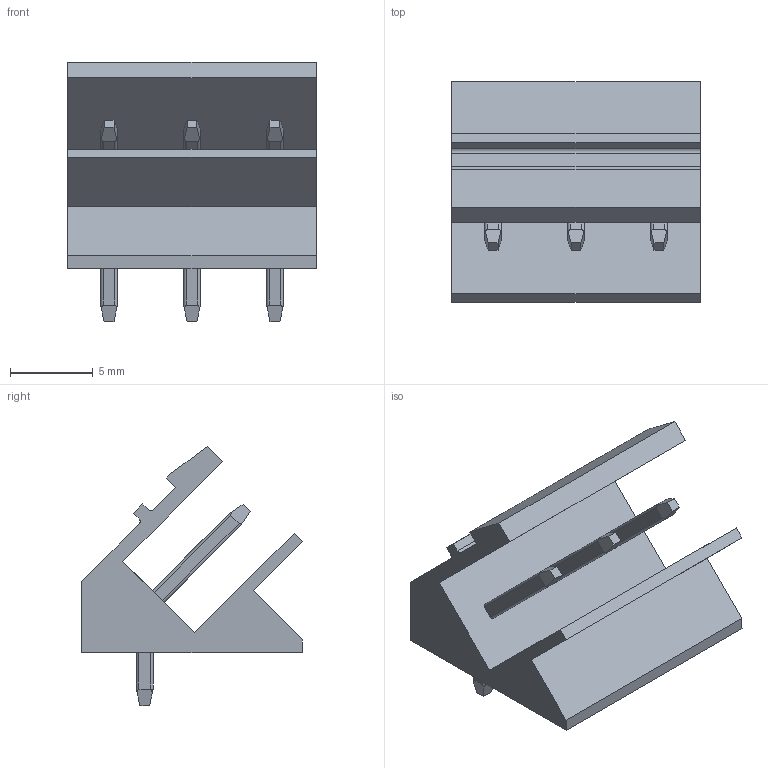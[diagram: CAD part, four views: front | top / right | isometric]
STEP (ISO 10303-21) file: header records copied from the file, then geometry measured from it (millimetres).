
FILE_DESCRIPTION(('CATIA V5 STEP Exchange','CAx-IF Rec.Pracs.--- Model Styling and Organization---1.2---2011-12-15'),'2;1');
FILE_NAME ('D1453845_0_1630260000_1630260000.stp','2018-10-13T04:13:53+00:00',('none'),('Weidmueller'),'CATIA Version 5-6 Release 2014','CATIA V5 STEP AP214','none');
FILE_SCHEMA(('AUTOMOTIVE_DESIGN { 1 0 10303 214 1 1 1 1 }'));
Length unit declared in the file: millimetre
Products named in the file (1): 1630260000
Bounding box: 15 x 13.3 x 15.63 mm (x, y, z)
Volume: 894.8 mm3; surface area: 1287.9 mm2
Topology: 4 solids, 4 shells, 136 faces, 360 edges, 232 vertices
Faces by surface type: plane 86, cylinder 50
Entity records: 4815 total; most frequent: CARTESIAN_POINT 1712, ORIENTED_EDGE 720, DIRECTION 472, EDGE_CURVE 354, VECTOR 258, LINE 258, VERTEX_POINT 224, EDGE_LOOP 142
